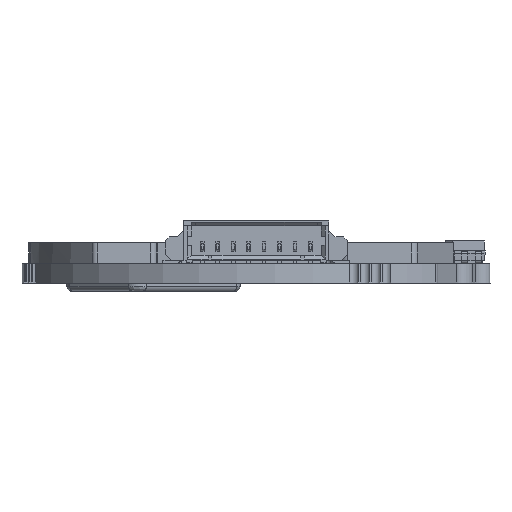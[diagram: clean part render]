
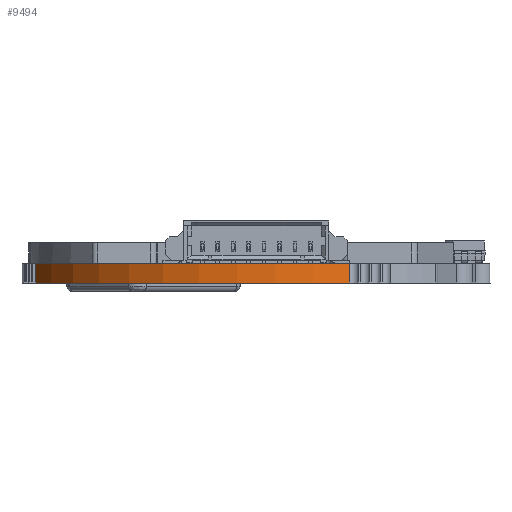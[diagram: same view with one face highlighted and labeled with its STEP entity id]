
A CAD part, front view. The second image highlights one B-rep face of the part: STEP entity #9494.
In plain terms, the highlighted cylindrical face has radius 19 mm (diameter 38 mm), a partial arc.
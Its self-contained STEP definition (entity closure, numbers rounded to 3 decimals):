
#451 = CIRCLE ( 'NONE', #13710, 19. ) ;
#1276 = AXIS2_PLACEMENT_3D ( 'NONE', #38924, #36387, #16927 ) ;
#6834 = VERTEX_POINT ( 'NONE', #26318 ) ;
#7967 = AXIS2_PLACEMENT_3D ( 'NONE', #18488, #18912, #12695 ) ;
#8313 = EDGE_CURVE ( 'NONE', #6834, #20803, #451, .T. ) ;
#9494 = ADVANCED_FACE ( 'NONE', ( #21878 ), #34540, .T. ) ;
#10354 = DIRECTION ( 'NONE',  ( 0., 0., -1. ) ) ;
#10798 = EDGE_CURVE ( 'NONE', #20803, #31544, #16372, .T. ) ;
#12695 = DIRECTION ( 'NONE',  ( -1., 0., 0. ) ) ;
#13134 = VECTOR ( 'NONE', #10354, 1000. ) ;
#13251 = DIRECTION ( 'NONE',  ( -1., 0., 0. ) ) ;
#13710 = AXIS2_PLACEMENT_3D ( 'NONE', #25440, #28142, #13251 ) ;
#14311 = CARTESIAN_POINT ( 'NONE',  ( -17.898, -6.375, -1.581 ) ) ;
#14796 = CARTESIAN_POINT ( 'NONE',  ( 7.513, -17.451, -1.582 ) ) ;
#16372 = LINE ( 'NONE', #25678, #13134 ) ;
#16927 = DIRECTION ( 'NONE',  ( -1., 0., 0. ) ) ;
#18488 = CARTESIAN_POINT ( 'NONE',  ( 0., 0., -1.581 ) ) ;
#18912 = DIRECTION ( 'NONE',  ( 0., 0., -1. ) ) ;
#20803 = VERTEX_POINT ( 'NONE', #38796 ) ;
#21878 = FACE_OUTER_BOUND ( 'NONE', #38041, .T. ) ;
#24012 = VECTOR ( 'NONE', #40528, 1000. ) ;
#24377 = EDGE_CURVE ( 'NONE', #31167, #31544, #32439, .T. ) ;
#25280 = ORIENTED_EDGE ( 'NONE', *, *, #8313, .T. ) ;
#25440 = CARTESIAN_POINT ( 'NONE',  ( 0., 0., 0. ) ) ;
#25533 = ORIENTED_EDGE ( 'NONE', *, *, #24377, .F. ) ;
#25678 = CARTESIAN_POINT ( 'NONE',  ( -17.898, -6.375, -1.582 ) ) ;
#26318 = CARTESIAN_POINT ( 'NONE',  ( 7.513, -17.451, 0. ) ) ;
#28142 = DIRECTION ( 'NONE',  ( 0., 0., -1. ) ) ;
#29534 = EDGE_CURVE ( 'NONE', #31167, #6834, #39916, .T. ) ;
#30997 = ORIENTED_EDGE ( 'NONE', *, *, #29534, .T. ) ;
#31167 = VERTEX_POINT ( 'NONE', #32036 ) ;
#31544 = VERTEX_POINT ( 'NONE', #14311 ) ;
#32036 = CARTESIAN_POINT ( 'NONE',  ( 7.513, -17.451, -1.581 ) ) ;
#32439 = CIRCLE ( 'NONE', #7967, 19. ) ;
#34540 = CYLINDRICAL_SURFACE ( 'NONE', #1276, 19. ) ;
#35314 = ORIENTED_EDGE ( 'NONE', *, *, #10798, .T. ) ;
#36387 = DIRECTION ( 'NONE',  ( 0., 0., -1. ) ) ;
#38041 = EDGE_LOOP ( 'NONE', ( #35314, #25533, #30997, #25280 ) ) ;
#38796 = CARTESIAN_POINT ( 'NONE',  ( -17.898, -6.375, 0. ) ) ;
#38924 = CARTESIAN_POINT ( 'NONE',  ( 0., 0., -1.582 ) ) ;
#39916 = LINE ( 'NONE', #14796, #24012 ) ;
#40528 = DIRECTION ( 'NONE',  ( 0., 0., 1. ) ) ;
